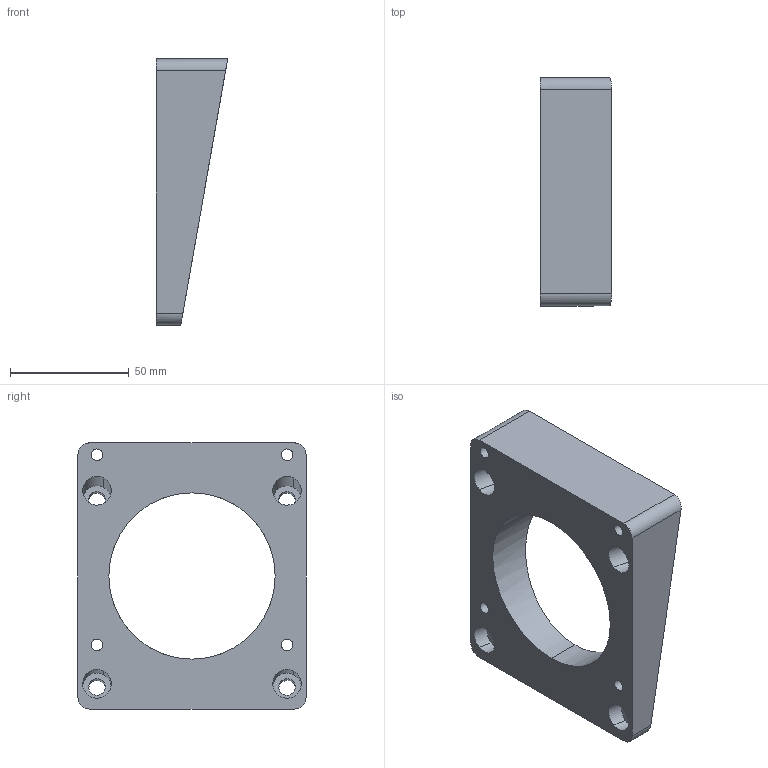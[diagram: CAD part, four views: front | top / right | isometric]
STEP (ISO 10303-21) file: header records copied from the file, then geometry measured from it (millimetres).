
FILE_DESCRIPTION(('CATIA V5 STEP Exchange'),'2;1');
FILE_NAME('cale inclinee.stp','2020-03-10T14:41:54+00:00',('none'),('none'),'CATIA Version 5-6 Release 2014 SP5','CATIA V5 STEP AP203','none');
FILE_SCHEMA(('CONFIG_CONTROL_DESIGN'));
Length unit declared in the file: millimetre
Products named in the file (1): cale inclinée
Bounding box: 30 x 96 x 112 mm (x, y, z)
Volume: 129428.6 mm3; surface area: 30005.3 mm2
Topology: 1 solids, 1 shells, 40 faces, 102 edges, 68 vertices
Faces by surface type: cylinder 30, plane 10
Entity records: 1441 total; most frequent: CARTESIAN_POINT 497, ORIENTED_EDGE 204, DIRECTION 128, EDGE_CURVE 102, VERTEX_POINT 68, AXIS2_PLACEMENT_3D 63, EDGE_LOOP 62, VECTOR 42
